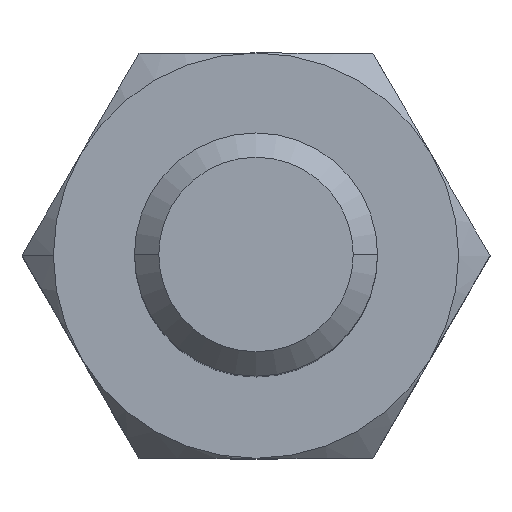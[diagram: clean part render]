
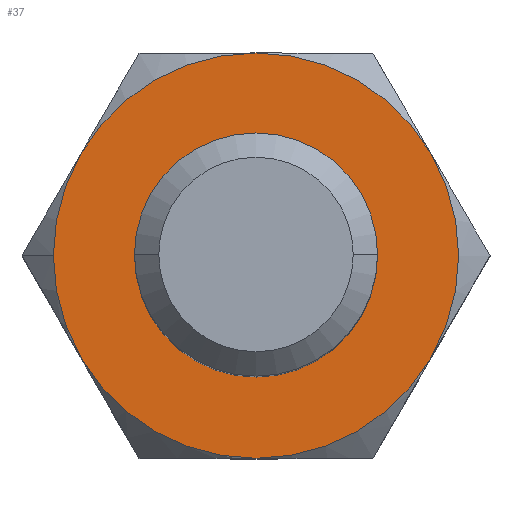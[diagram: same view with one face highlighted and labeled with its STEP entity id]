
A CAD part, top view. The second image highlights one B-rep face of the part: STEP entity #37.
In plain terms, the highlighted planar face has unit normal (0, 0, 1).
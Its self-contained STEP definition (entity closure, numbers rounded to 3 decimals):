
#37 = ADVANCED_FACE ( 'NONE', ( #1330, #1186 ), #225, .T. ) ;
#60 = DIRECTION ( 'NONE',  ( 0., 0., -1. ) ) ;
#62 = AXIS2_PLACEMENT_3D ( 'NONE', #283, #60, #1355 ) ;
#121 = VERTEX_POINT ( 'NONE', #589 ) ;
#137 = EDGE_CURVE ( 'NONE', #274, #1210, #847, .T. ) ;
#143 = DIRECTION ( 'NONE',  ( 0., 0., -1. ) ) ;
#161 = EDGE_CURVE ( 'NONE', #202, #567, #1387, .T. ) ;
#162 = AXIS2_PLACEMENT_3D ( 'NONE', #1334, #462, #249 ) ;
#163 = CARTESIAN_POINT ( 'NONE',  ( 2.165, -1.25, 0. ) ) ;
#184 = CIRCLE ( 'NONE', #669, 2.5 ) ;
#202 = VERTEX_POINT ( 'NONE', #292 ) ;
#219 = DIRECTION ( 'NONE',  ( 0., 0., -1. ) ) ;
#225 = PLANE ( 'NONE',  #1293 ) ;
#240 = AXIS2_PLACEMENT_3D ( 'NONE', #989, #143, #979 ) ;
#245 = ORIENTED_EDGE ( 'NONE', *, *, #137, .F. ) ;
#249 = DIRECTION ( 'NONE',  ( 1., 0., 0. ) ) ;
#274 = VERTEX_POINT ( 'NONE', #708 ) ;
#276 = DIRECTION ( 'NONE',  ( 1., 0., 0. ) ) ;
#277 = CARTESIAN_POINT ( 'NONE',  ( 0., 0., 0. ) ) ;
#278 = VERTEX_POINT ( 'NONE', #163 ) ;
#283 = CARTESIAN_POINT ( 'NONE',  ( 0., 0., 0. ) ) ;
#292 = CARTESIAN_POINT ( 'NONE',  ( 0., 2.5, 0. ) ) ;
#307 = VERTEX_POINT ( 'NONE', #1025 ) ;
#310 = CARTESIAN_POINT ( 'NONE',  ( -2.165, 1.25, 0. ) ) ;
#340 = ORIENTED_EDGE ( 'NONE', *, *, #1329, .F. ) ;
#353 = ORIENTED_EDGE ( 'NONE', *, *, #161, .F. ) ;
#384 = VERTEX_POINT ( 'NONE', #310 ) ;
#385 = AXIS2_PLACEMENT_3D ( 'NONE', #881, #219, #958 ) ;
#444 = DIRECTION ( 'NONE',  ( 0., 0., -1. ) ) ;
#462 = DIRECTION ( 'NONE',  ( 0., 0., -1. ) ) ;
#467 = CARTESIAN_POINT ( 'NONE',  ( 0., 0., 0. ) ) ;
#469 = DIRECTION ( 'NONE',  ( 1., 0., 0. ) ) ;
#530 = EDGE_CURVE ( 'NONE', #567, #278, #184, .T. ) ;
#567 = VERTEX_POINT ( 'NONE', #667 ) ;
#568 = EDGE_CURVE ( 'NONE', #121, #1182, #1075, .T. ) ;
#573 = CIRCLE ( 'NONE', #942, 2.5 ) ;
#589 = CARTESIAN_POINT ( 'NONE',  ( -1.3, 0., 0. ) ) ;
#614 = DIRECTION ( 'NONE',  ( 0., 0., -1. ) ) ;
#631 = ORIENTED_EDGE ( 'NONE', *, *, #783, .F. ) ;
#642 = CIRCLE ( 'NONE', #995, 1.3 ) ;
#667 = CARTESIAN_POINT ( 'NONE',  ( 2.165, 1.25, 0. ) ) ;
#669 = AXIS2_PLACEMENT_3D ( 'NONE', #467, #444, #884 ) ;
#694 = CARTESIAN_POINT ( 'NONE',  ( 0., 0., 0. ) ) ;
#708 = CARTESIAN_POINT ( 'NONE',  ( -2.165, -1.25, 0. ) ) ;
#783 = EDGE_CURVE ( 'NONE', #307, #274, #1187, .T. ) ;
#829 = EDGE_CURVE ( 'NONE', #202, #384, #573, .T. ) ;
#847 = CIRCLE ( 'NONE', #1135, 2.5 ) ;
#860 = CIRCLE ( 'NONE', #971, 2.5 ) ;
#881 = CARTESIAN_POINT ( 'NONE',  ( 0., 0., 0. ) ) ;
#884 = DIRECTION ( 'NONE',  ( 1., 0., 0. ) ) ;
#907 = ORIENTED_EDGE ( 'NONE', *, *, #530, .F. ) ;
#911 = EDGE_CURVE ( 'NONE', #1182, #121, #642, .T. ) ;
#929 = EDGE_LOOP ( 'NONE', ( #1107, #1208 ) ) ;
#942 = AXIS2_PLACEMENT_3D ( 'NONE', #694, #1117, #469 ) ;
#958 = DIRECTION ( 'NONE',  ( 1., 0., 0. ) ) ;
#971 = AXIS2_PLACEMENT_3D ( 'NONE', #1385, #1240, #276 ) ;
#979 = DIRECTION ( 'NONE',  ( 1., 0., 0. ) ) ;
#989 = CARTESIAN_POINT ( 'NONE',  ( 0., 0., 0. ) ) ;
#995 = AXIS2_PLACEMENT_3D ( 'NONE', #277, #1043, #1257 ) ;
#1025 = CARTESIAN_POINT ( 'NONE',  ( 0., -2.5, 0. ) ) ;
#1043 = DIRECTION ( 'NONE',  ( 0., 0., -1. ) ) ;
#1046 = CIRCLE ( 'NONE', #385, 2.5 ) ;
#1068 = ORIENTED_EDGE ( 'NONE', *, *, #829, .T. ) ;
#1075 = CIRCLE ( 'NONE', #240, 1.3 ) ;
#1085 = DIRECTION ( 'NONE',  ( 0., 0., 1. ) ) ;
#1087 = ORIENTED_EDGE ( 'NONE', *, *, #1320, .F. ) ;
#1104 = CARTESIAN_POINT ( 'NONE',  ( 0., 0., 0. ) ) ;
#1107 = ORIENTED_EDGE ( 'NONE', *, *, #911, .T. ) ;
#1117 = DIRECTION ( 'NONE',  ( 0., 0., 1. ) ) ;
#1131 = DIRECTION ( 'NONE',  ( 1., 0., 0. ) ) ;
#1135 = AXIS2_PLACEMENT_3D ( 'NONE', #1346, #614, #1131 ) ;
#1182 = VERTEX_POINT ( 'NONE', #1305 ) ;
#1186 = FACE_OUTER_BOUND ( 'NONE', #1246, .T. ) ;
#1187 = CIRCLE ( 'NONE', #162, 2.5 ) ;
#1192 = CARTESIAN_POINT ( 'NONE',  ( -2.5, 0., 0. ) ) ;
#1208 = ORIENTED_EDGE ( 'NONE', *, *, #568, .T. ) ;
#1210 = VERTEX_POINT ( 'NONE', #1192 ) ;
#1240 = DIRECTION ( 'NONE',  ( 0., 0., -1. ) ) ;
#1246 = EDGE_LOOP ( 'NONE', ( #1087, #907, #353, #1068, #340, #245, #631 ) ) ;
#1257 = DIRECTION ( 'NONE',  ( 1., 0., 0. ) ) ;
#1293 = AXIS2_PLACEMENT_3D ( 'NONE', #1104, #1085, #1335 ) ;
#1305 = CARTESIAN_POINT ( 'NONE',  ( 1.3, 0., 0. ) ) ;
#1320 = EDGE_CURVE ( 'NONE', #278, #307, #860, .T. ) ;
#1329 = EDGE_CURVE ( 'NONE', #1210, #384, #1046, .T. ) ;
#1330 = FACE_BOUND ( 'NONE', #929, .T. ) ;
#1334 = CARTESIAN_POINT ( 'NONE',  ( 0., 0., 0. ) ) ;
#1335 = DIRECTION ( 'NONE',  ( 1., 0., 0. ) ) ;
#1346 = CARTESIAN_POINT ( 'NONE',  ( 0., 0., 0. ) ) ;
#1355 = DIRECTION ( 'NONE',  ( 1., 0., 0. ) ) ;
#1385 = CARTESIAN_POINT ( 'NONE',  ( 0., 0., 0. ) ) ;
#1387 = CIRCLE ( 'NONE', #62, 2.5 ) ;
